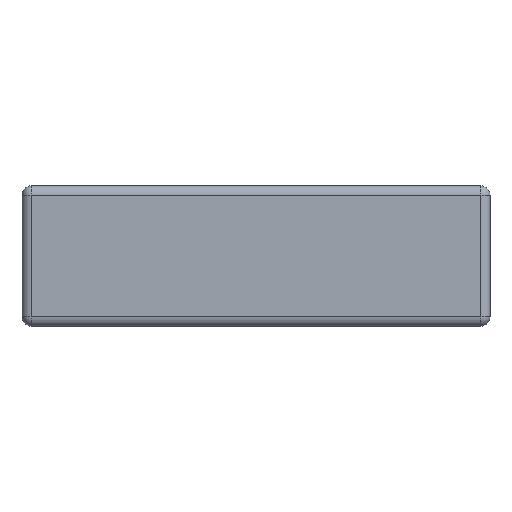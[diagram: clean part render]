
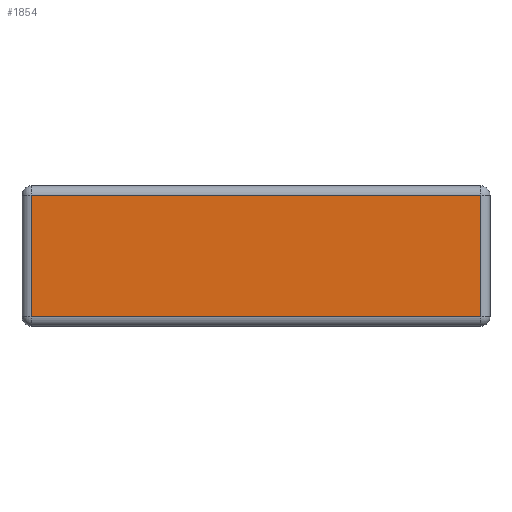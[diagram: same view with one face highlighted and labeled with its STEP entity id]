
A CAD part, left-side view. The second image highlights one B-rep face of the part: STEP entity #1854.
In plain terms, the highlighted planar face has unit normal (-1, 0, 0).
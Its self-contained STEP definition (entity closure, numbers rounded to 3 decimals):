
#156 = CARTESIAN_POINT ( 'NONE',  ( -1.5, -1.44, 0.9 ) ) ;
#295 = ORIENTED_EDGE ( 'NONE', *, *, #7099, .T. ) ;
#795 = VECTOR ( 'NONE', #5390, 1000. ) ;
#898 = VERTEX_POINT ( 'NONE', #1006 ) ;
#1006 = CARTESIAN_POINT ( 'NONE',  ( -1.5, -1.44, 0.84 ) ) ;
#1088 = ORIENTED_EDGE ( 'NONE', *, *, #3146, .T. ) ;
#1166 = VERTEX_POINT ( 'NONE', #6531 ) ;
#1383 = VERTEX_POINT ( 'NONE', #4054 ) ;
#1427 = CARTESIAN_POINT ( 'NONE',  ( -1.5, 1.44, 0.9 ) ) ;
#1690 = DIRECTION ( 'NONE',  ( 1., 0., 0. ) ) ;
#1854 = ADVANCED_FACE ( 'NONE', ( #5474 ), #5731, .F. ) ;
#2203 = VERTEX_POINT ( 'NONE', #5054 ) ;
#2643 = DIRECTION ( 'NONE',  ( 0., 1., 0. ) ) ;
#2903 = DIRECTION ( 'NONE',  ( 0., -1., 0. ) ) ;
#3075 = LINE ( 'NONE', #6720, #4617 ) ;
#3146 = EDGE_CURVE ( 'NONE', #2203, #898, #6792, .T. ) ;
#3794 = LINE ( 'NONE', #1427, #7061 ) ;
#4015 = ORIENTED_EDGE ( 'NONE', *, *, #4346, .T. ) ;
#4045 = CARTESIAN_POINT ( 'NONE',  ( -1.5, 1.5, 0.06 ) ) ;
#4054 = CARTESIAN_POINT ( 'NONE',  ( -1.5, 1.44, 0.06 ) ) ;
#4191 = VECTOR ( 'NONE', #2903, 1000. ) ;
#4346 = EDGE_CURVE ( 'NONE', #1383, #2203, #5735, .T. ) ;
#4449 = AXIS2_PLACEMENT_3D ( 'NONE', #5167, #1690, #5759 ) ;
#4617 = VECTOR ( 'NONE', #2643, 1000. ) ;
#5054 = CARTESIAN_POINT ( 'NONE',  ( -1.5, -1.44, 0.06 ) ) ;
#5167 = CARTESIAN_POINT ( 'NONE',  ( -1.5, 1.5, 0.9 ) ) ;
#5390 = DIRECTION ( 'NONE',  ( 0., 0., 1. ) ) ;
#5474 = FACE_OUTER_BOUND ( 'NONE', #7242, .T. ) ;
#5731 = PLANE ( 'NONE',  #4449 ) ;
#5735 = LINE ( 'NONE', #4045, #4191 ) ;
#5759 = DIRECTION ( 'NONE',  ( 0., 1., 0. ) ) ;
#5938 = EDGE_CURVE ( 'NONE', #898, #1166, #3075, .T. ) ;
#6531 = CARTESIAN_POINT ( 'NONE',  ( -1.5, 1.44, 0.84 ) ) ;
#6541 = ORIENTED_EDGE ( 'NONE', *, *, #5938, .T. ) ;
#6649 = DIRECTION ( 'NONE',  ( 0., 0., -1. ) ) ;
#6720 = CARTESIAN_POINT ( 'NONE',  ( -1.5, 1.5, 0.84 ) ) ;
#6792 = LINE ( 'NONE', #156, #795 ) ;
#7061 = VECTOR ( 'NONE', #6649, 1000. ) ;
#7099 = EDGE_CURVE ( 'NONE', #1166, #1383, #3794, .T. ) ;
#7242 = EDGE_LOOP ( 'NONE', ( #4015, #1088, #6541, #295 ) ) ;
